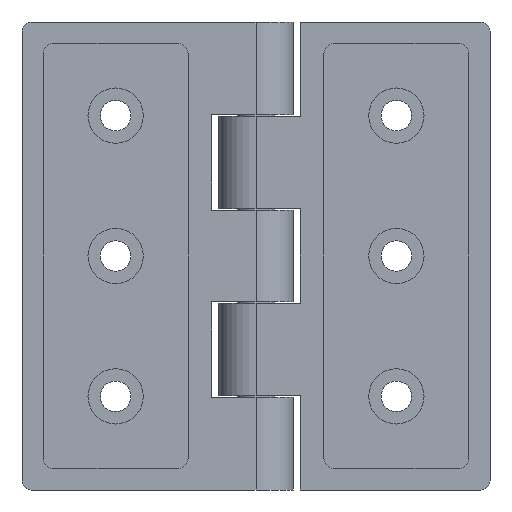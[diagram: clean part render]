
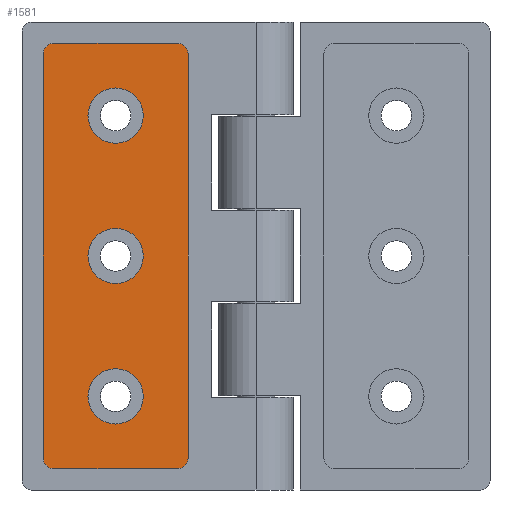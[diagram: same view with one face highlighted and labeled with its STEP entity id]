
A CAD part, front view. The second image highlights one B-rep face of the part: STEP entity #1581.
In plain terms, the highlighted planar face has unit normal (0, -1, 0).
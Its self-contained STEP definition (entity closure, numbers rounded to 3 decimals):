
#100=FACE_BOUND('',#279,.T.);
#101=FACE_BOUND('',#280,.T.);
#102=FACE_BOUND('',#281,.T.);
#168=FACE_OUTER_BOUND('',#278,.T.);
#278=EDGE_LOOP('',(#1202,#1203,#1204,#1205,#1206,#1207,#1208,#1209));
#279=EDGE_LOOP('',(#1210));
#280=EDGE_LOOP('',(#1211));
#281=EDGE_LOOP('',(#1212));
#429=LINE('',#2499,#548);
#432=LINE('',#2507,#551);
#435=LINE('',#2515,#554);
#438=LINE('',#2522,#557);
#548=VECTOR('',#1986,86.);
#551=VECTOR('',#1995,26.);
#554=VECTOR('',#2004,86.);
#557=VECTOR('',#2013,26.);
#650=CIRCLE('',#1695,5.9);
#652=CIRCLE('',#1698,5.9);
#654=CIRCLE('',#1701,5.9);
#655=CIRCLE('',#1703,2.5);
#656=CIRCLE('',#1706,2.5);
#657=CIRCLE('',#1709,2.5);
#658=CIRCLE('',#1712,2.5);
#768=VERTEX_POINT('',#2479);
#770=VERTEX_POINT('',#2484);
#772=VERTEX_POINT('',#2489);
#773=VERTEX_POINT('',#2492);
#774=VERTEX_POINT('',#2493);
#775=VERTEX_POINT('',#2498);
#776=VERTEX_POINT('',#2502);
#777=VERTEX_POINT('',#2506);
#778=VERTEX_POINT('',#2510);
#779=VERTEX_POINT('',#2514);
#780=VERTEX_POINT('',#2518);
#930=EDGE_CURVE('',#768,#768,#650,.T.);
#932=EDGE_CURVE('',#770,#770,#652,.T.);
#934=EDGE_CURVE('',#772,#772,#654,.T.);
#935=EDGE_CURVE('',#773,#774,#655,.T.);
#938=EDGE_CURVE('',#774,#775,#429,.T.);
#940=EDGE_CURVE('',#775,#776,#656,.T.);
#942=EDGE_CURVE('',#776,#777,#432,.T.);
#944=EDGE_CURVE('',#777,#778,#657,.T.);
#946=EDGE_CURVE('',#778,#779,#435,.T.);
#948=EDGE_CURVE('',#779,#780,#658,.T.);
#950=EDGE_CURVE('',#780,#773,#438,.T.);
#1202=ORIENTED_EDGE('',*,*,#935,.T.);
#1203=ORIENTED_EDGE('',*,*,#938,.T.);
#1204=ORIENTED_EDGE('',*,*,#940,.T.);
#1205=ORIENTED_EDGE('',*,*,#942,.T.);
#1206=ORIENTED_EDGE('',*,*,#944,.T.);
#1207=ORIENTED_EDGE('',*,*,#946,.T.);
#1208=ORIENTED_EDGE('',*,*,#948,.T.);
#1209=ORIENTED_EDGE('',*,*,#950,.T.);
#1210=ORIENTED_EDGE('',*,*,#930,.F.);
#1211=ORIENTED_EDGE('',*,*,#932,.F.);
#1212=ORIENTED_EDGE('',*,*,#934,.F.);
#1521=PLANE('',#1714);
#1581=ADVANCED_FACE('',(#168,#100,#101,#102),#1521,.F.);
#1695=AXIS2_PLACEMENT_3D('',#2480,#1964,#1965);
#1698=AXIS2_PLACEMENT_3D('',#2485,#1970,#1971);
#1701=AXIS2_PLACEMENT_3D('',#2490,#1976,#1977);
#1703=AXIS2_PLACEMENT_3D('',#2494,#1980,#1981);
#1706=AXIS2_PLACEMENT_3D('',#2503,#1990,#1991);
#1709=AXIS2_PLACEMENT_3D('',#2511,#1999,#2000);
#1712=AXIS2_PLACEMENT_3D('',#2519,#2008,#2009);
#1714=AXIS2_PLACEMENT_3D('',#2523,#2014,#2015);
#1964=DIRECTION('center_axis',(0.,-1.,0.));
#1965=DIRECTION('ref_axis',(-1.,0.,0.));
#1970=DIRECTION('center_axis',(0.,-1.,0.));
#1971=DIRECTION('ref_axis',(-1.,0.,0.));
#1976=DIRECTION('center_axis',(0.,-1.,0.));
#1977=DIRECTION('ref_axis',(-1.,0.,0.));
#1980=DIRECTION('center_axis',(0.,-1.,0.));
#1981=DIRECTION('ref_axis',(0.,0.,-1.));
#1986=DIRECTION('',(0.,0.,-1.));
#1990=DIRECTION('center_axis',(0.,-1.,0.));
#1991=DIRECTION('ref_axis',(1.,0.,0.));
#1995=DIRECTION('',(1.,0.,0.));
#1999=DIRECTION('center_axis',(0.,-1.,0.));
#2000=DIRECTION('ref_axis',(0.,0.,1.));
#2004=DIRECTION('',(0.,0.,1.));
#2008=DIRECTION('center_axis',(0.,-1.,0.));
#2009=DIRECTION('ref_axis',(-1.,0.,0.));
#2013=DIRECTION('',(-1.,0.,0.));
#2014=DIRECTION('center_axis',(0.,1.,0.));
#2015=DIRECTION('ref_axis',(0.,0.,1.));
#2479=CARTESIAN_POINT('',(-24.1,-5.5,-30.));
#2480=CARTESIAN_POINT('Origin',(-30.,-5.5,-30.));
#2484=CARTESIAN_POINT('',(-24.1,-5.5,0.));
#2485=CARTESIAN_POINT('Origin',(-30.,-5.5,0.));
#2489=CARTESIAN_POINT('',(-24.1,-5.5,30.));
#2490=CARTESIAN_POINT('Origin',(-30.,-5.5,30.));
#2492=CARTESIAN_POINT('',(-43.,-5.5,45.5));
#2493=CARTESIAN_POINT('',(-45.5,-5.5,43.));
#2494=CARTESIAN_POINT('Origin',(-43.,-5.5,43.));
#2498=CARTESIAN_POINT('',(-45.5,-5.5,-43.));
#2499=CARTESIAN_POINT('',(-45.5,-5.5,-43.));
#2502=CARTESIAN_POINT('',(-43.,-5.5,-45.5));
#2503=CARTESIAN_POINT('Origin',(-43.,-5.5,-43.));
#2506=CARTESIAN_POINT('',(-17.,-5.5,-45.5));
#2507=CARTESIAN_POINT('',(-17.,-5.5,-45.5));
#2510=CARTESIAN_POINT('',(-14.5,-5.5,-43.));
#2511=CARTESIAN_POINT('Origin',(-17.,-5.5,-43.));
#2514=CARTESIAN_POINT('',(-14.5,-5.5,43.));
#2515=CARTESIAN_POINT('',(-14.5,-5.5,43.));
#2518=CARTESIAN_POINT('',(-17.,-5.5,45.5));
#2519=CARTESIAN_POINT('Origin',(-17.,-5.5,43.));
#2522=CARTESIAN_POINT('',(-43.,-5.5,45.5));
#2523=CARTESIAN_POINT('Origin',(-30.,-5.5,0.));
